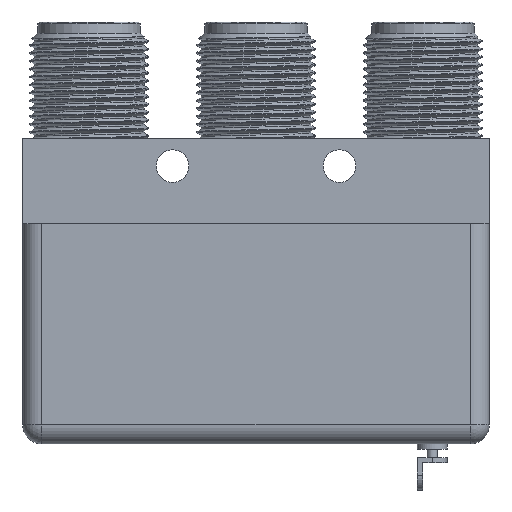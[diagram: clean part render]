
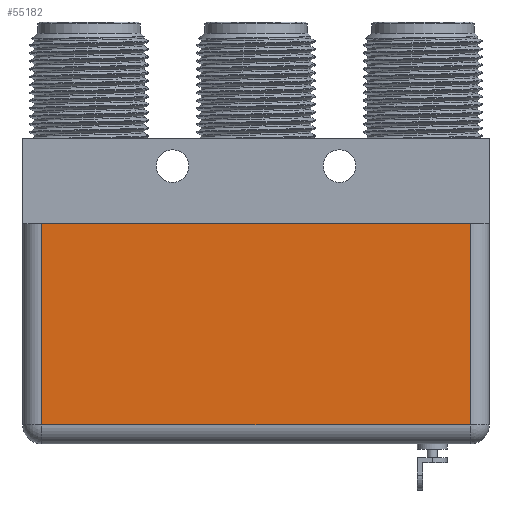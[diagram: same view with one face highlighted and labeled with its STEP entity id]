
A CAD part, front view. The second image highlights one B-rep face of the part: STEP entity #55182.
In plain terms, the highlighted planar face has unit normal (0, -1, 0).
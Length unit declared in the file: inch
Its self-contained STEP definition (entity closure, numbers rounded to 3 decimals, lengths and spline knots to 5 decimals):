
#540 = EDGE_CURVE ( 'NONE', #18495, #39809, #13041, .T. ) ;
#5561 = CARTESIAN_POINT ( 'NONE',  ( -1.13, -0.45, -1.51 ) ) ;
#6060 = CARTESIAN_POINT ( 'NONE',  ( 1.13, -0.45, -1.51 ) ) ;
#6150 = DIRECTION ( 'NONE',  ( 1., 0., 0. ) ) ;
#10448 = AXIS2_PLACEMENT_3D ( 'NONE', #40845, #45477, #36224 ) ;
#12157 = EDGE_CURVE ( 'NONE', #15709, #18495, #18108, .T. ) ;
#13041 = LINE ( 'NONE', #32788, #21165 ) ;
#13116 = EDGE_CURVE ( 'NONE', #39809, #37382, #21160, .T. ) ;
#15709 = VERTEX_POINT ( 'NONE', #6060 ) ;
#15717 = CARTESIAN_POINT ( 'NONE',  ( -1.13, -0.45, -0.45 ) ) ;
#15744 = LINE ( 'NONE', #52181, #23769 ) ;
#16247 = DIRECTION ( 'NONE',  ( 0., 0., -1. ) ) ;
#18108 = LINE ( 'NONE', #49934, #57915 ) ;
#18495 = VERTEX_POINT ( 'NONE', #37943 ) ;
#21160 = LINE ( 'NONE', #44925, #46079 ) ;
#21165 = VECTOR ( 'NONE', #28157, 39.37008 ) ;
#23769 = VECTOR ( 'NONE', #6150, 39.37008 ) ;
#28157 = DIRECTION ( 'NONE',  ( -1., 0., 0. ) ) ;
#28510 = ORIENTED_EDGE ( 'NONE', *, *, #12157, .T. ) ;
#32196 = PLANE ( 'NONE',  #10448 ) ;
#32372 = ORIENTED_EDGE ( 'NONE', *, *, #13116, .T. ) ;
#32788 = CARTESIAN_POINT ( 'NONE',  ( 1.23, -0.45, -0.45 ) ) ;
#35756 = ORIENTED_EDGE ( 'NONE', *, *, #540, .T. ) ;
#36224 = DIRECTION ( 'NONE',  ( 1., 0., 0. ) ) ;
#37382 = VERTEX_POINT ( 'NONE', #5561 ) ;
#37943 = CARTESIAN_POINT ( 'NONE',  ( 1.13, -0.45, -0.45 ) ) ;
#39809 = VERTEX_POINT ( 'NONE', #15717 ) ;
#40845 = CARTESIAN_POINT ( 'NONE',  ( 1.23, -0.45, -5.83947 ) ) ;
#42935 = EDGE_LOOP ( 'NONE', ( #28510, #35756, #32372, #50177 ) ) ;
#44925 = CARTESIAN_POINT ( 'NONE',  ( -1.13, -0.45, -5.83947 ) ) ;
#45477 = DIRECTION ( 'NONE',  ( 0., 1., 0. ) ) ;
#46079 = VECTOR ( 'NONE', #16247, 39.37008 ) ;
#49370 = EDGE_CURVE ( 'NONE', #37382, #15709, #15744, .T. ) ;
#49934 = CARTESIAN_POINT ( 'NONE',  ( 1.13, -0.45, -5.83947 ) ) ;
#50127 = FACE_OUTER_BOUND ( 'NONE', #42935, .T. ) ;
#50177 = ORIENTED_EDGE ( 'NONE', *, *, #49370, .T. ) ;
#50847 = DIRECTION ( 'NONE',  ( 0., 0., 1. ) ) ;
#52181 = CARTESIAN_POINT ( 'NONE',  ( 1.23, -0.45, -1.51 ) ) ;
#55182 = ADVANCED_FACE ( 'NONE', ( #50127 ), #32196, .F. ) ;
#57915 = VECTOR ( 'NONE', #50847, 39.37008 ) ;
